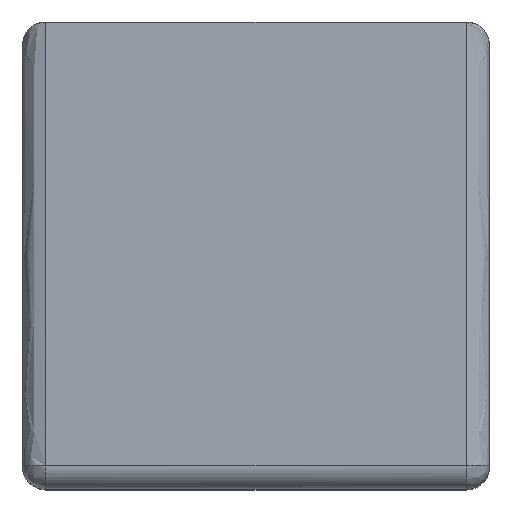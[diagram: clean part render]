
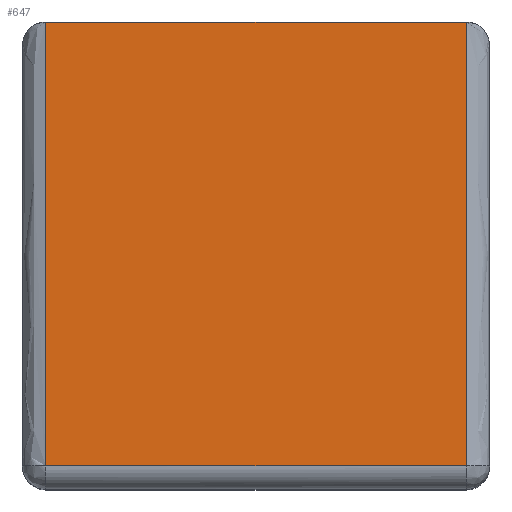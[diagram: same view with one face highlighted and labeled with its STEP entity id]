
A CAD part, top view. The second image highlights one B-rep face of the part: STEP entity #647.
In plain terms, the highlighted free-form (B-spline) face has degree [1, 1] with [2, 2] control points.
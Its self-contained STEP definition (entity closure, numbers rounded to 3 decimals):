
#235 = VERTEX_POINT('', #236);
#236 = CARTESIAN_POINT('', (4.999, 100., 100.));
#332 = VERTEX_POINT('', #333);
#333 = CARTESIAN_POINT('', (4.999, 4.999, 100.));
#339 = EDGE_CURVE('', #332, #235, #340, .T.);
#340 = B_SPLINE_CURVE_WITH_KNOTS('', 1, (#341, #342), .UNSPECIFIED., .F., .U., (2, 2), (0., 0.667), .UNSPECIFIED.);
#341 = CARTESIAN_POINT('', (4.999, 4.999, 100.));
#342 = CARTESIAN_POINT('', (4.999, 100., 100.));
#376 = EDGE_CURVE('', #332, #377, #379, .T.);
#377 = VERTEX_POINT('', #378);
#378 = CARTESIAN_POINT('', (95.001, 4.999, 100.));
#379 = B_SPLINE_CURVE_WITH_KNOTS('', 1, (#380, #381), .UNSPECIFIED., .F., .U., (2, 2), (0., 1.), .UNSPECIFIED.);
#380 = CARTESIAN_POINT('', (4.999, 4.999, 100.));
#381 = CARTESIAN_POINT('', (95.001, 4.999, 100.));
#429 = EDGE_CURVE('', #377, #430, #432, .T.);
#430 = VERTEX_POINT('', #431);
#431 = CARTESIAN_POINT('', (95.001, 100., 100.));
#432 = B_SPLINE_CURVE_WITH_KNOTS('', 1, (#433, #434), .UNSPECIFIED., .F., .U., (2, 2), (0., 0.667), .UNSPECIFIED.);
#433 = CARTESIAN_POINT('', (95.001, 4.999, 100.));
#434 = CARTESIAN_POINT('', (95.001, 100., 100.));
#636 = EDGE_CURVE('', #235, #430, #637, .T.);
#637 = B_SPLINE_CURVE_WITH_KNOTS('', 1, (#638, #639), .UNSPECIFIED., .F., .U., (2, 2), (4.999, 95.001), .UNSPECIFIED.);
#638 = CARTESIAN_POINT('', (4.999, 100., 100.));
#639 = CARTESIAN_POINT('', (95.001, 100., 100.));
#647 = ADVANCED_FACE('', (#648), #654, .T.);
#648 = FACE_OUTER_BOUND('', #649, .T.);
#649 = EDGE_LOOP('', (#650, #651, #652, #653));
#650 = ORIENTED_EDGE('', *, *, #339, .F.);
#651 = ORIENTED_EDGE('', *, *, #376, .T.);
#652 = ORIENTED_EDGE('', *, *, #429, .T.);
#653 = ORIENTED_EDGE('', *, *, #636, .F.);
#654 = B_SPLINE_SURFACE_WITH_KNOTS('', 1, 1, ((#655, #656), (#657, #658)), .UNSPECIFIED., .F., .F., .U., (2, 2), (2, 2), (4.999, 95.001), (4.999, 100.), .UNSPECIFIED.);
#655 = CARTESIAN_POINT('', (4.999, 4.999, 100.));
#656 = CARTESIAN_POINT('', (4.999, 100., 100.));
#657 = CARTESIAN_POINT('', (95.001, 4.999, 100.));
#658 = CARTESIAN_POINT('', (95.001, 100., 100.));
